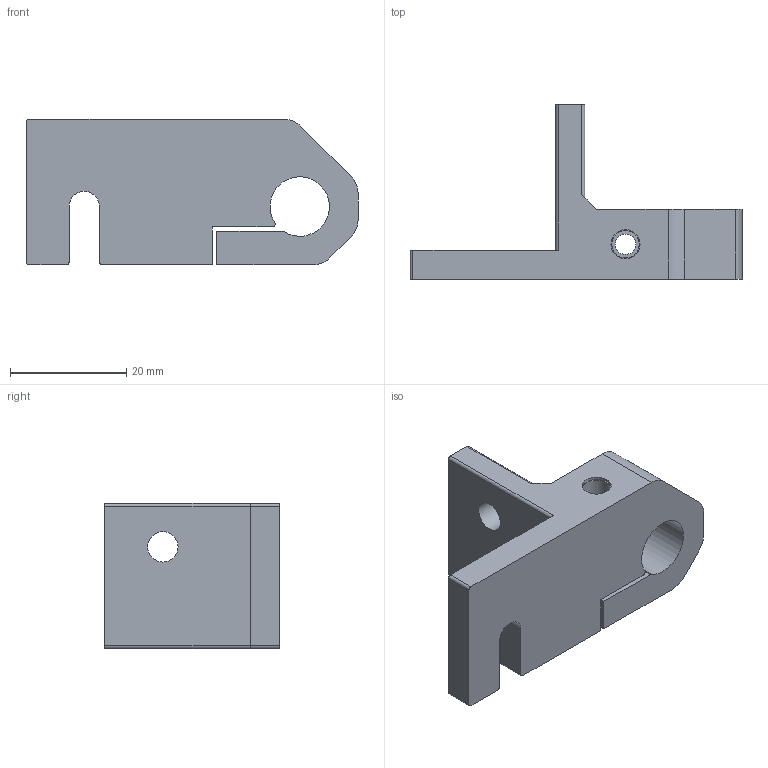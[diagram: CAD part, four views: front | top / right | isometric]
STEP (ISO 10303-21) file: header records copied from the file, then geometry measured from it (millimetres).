
FILE_DESCRIPTION(/* description */ ('STEP AP214'),/* implementation_level */ '2;1');
FILE_NAME(/* name */ '604549c36222dc1581ee6091',/* time_stamp */ '2021-03-07T21:46:44+00:00',/* author */ (''),/* organization */ (''),/* preprocessor_version */ 'ST-DEVELOPER v18.1',/* originating_system */ ' ',/* authorisation */ ' ');
FILE_SCHEMA (('AUTOMOTIVE_DESIGN {1 0 10303 214 3 1 1}'));
Length unit declared in the file: metre
Products named in the file (1): Z_shaft_down_mount
Bounding box: 57 x 30 x 25 mm (x, y, z)
Volume: 12228.4 mm3; surface area: 6069.1 mm2
Topology: 1 solids, 1 shells, 44 faces, 119 edges, 79 vertices
Faces by surface type: plane 23, cylinder 21
Full cylindrical faces by diameter (mm): 3.5 x2, 4.7 x1, 5 x1, 5.2 x1
Entity records: 1414 total; most frequent: DIRECTION 246, CARTESIAN_POINT 238, ORIENTED_EDGE 228, EDGE_CURVE 114, AXIS2_PLACEMENT_3D 87, VERTEX_POINT 79, LINE 72, VECTOR 72
